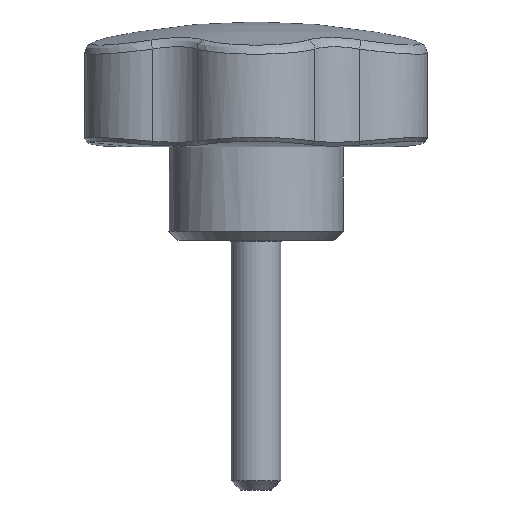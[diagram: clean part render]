
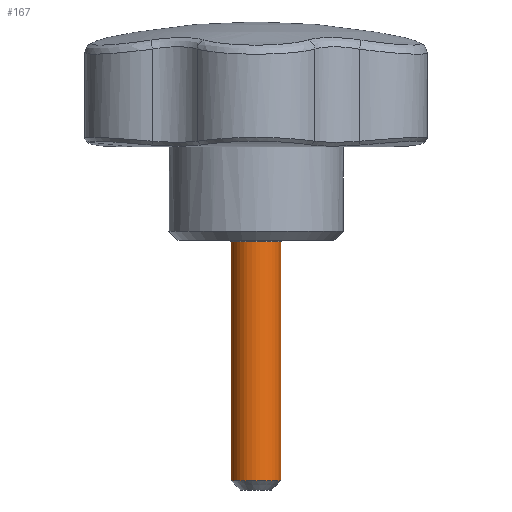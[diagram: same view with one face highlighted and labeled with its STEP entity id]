
A CAD part, front view. The second image highlights one B-rep face of the part: STEP entity #167.
In plain terms, the highlighted cylindrical face has radius 4 mm (diameter 8 mm), a full revolution.
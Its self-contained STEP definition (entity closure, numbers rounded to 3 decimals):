
#167 = ADVANCED_FACE( '', ( #367, #368 ), #369, .T. );
#367 = FACE_OUTER_BOUND( '', #1864, .T. );
#368 = FACE_OUTER_BOUND( '', #1865, .T. );
#369 = CYLINDRICAL_SURFACE( '', #1866, 4. );
#1864 = EDGE_LOOP( '', ( #3780 ) );
#1865 = EDGE_LOOP( '', ( #3781 ) );
#1866 = AXIS2_PLACEMENT_3D( '', #3782, #3783, #3784 );
#3780 = ORIENTED_EDGE( '', *, *, #4224, .T. );
#3781 = ORIENTED_EDGE( '', *, *, #4225, .T. );
#3782 = CARTESIAN_POINT( '', ( 0., 0., -57. ) );
#3783 = DIRECTION( '', ( 0., 0., -1. ) );
#3784 = DIRECTION( '', ( 1., 0., 0. ) );
#4224 = EDGE_CURVE( '', #4555, #4555, #4556, .F. );
#4225 = EDGE_CURVE( '', #4557, #4557, #4558, .T. );
#4555 = VERTEX_POINT( '', #6650 );
#4556 = CIRCLE( '', #6651, 4. );
#4557 = VERTEX_POINT( '', #6652 );
#4558 = CIRCLE( '', #6653, 4. );
#6650 = CARTESIAN_POINT( '', ( 4., 0., -0.2 ) );
#6651 = AXIS2_PLACEMENT_3D( '', #7446, #7447, #7448 );
#6652 = CARTESIAN_POINT( '', ( 4., 0., -38.5 ) );
#6653 = AXIS2_PLACEMENT_3D( '', #7449, #7450, #7451 );
#7446 = CARTESIAN_POINT( '', ( 0., 0., -0.2 ) );
#7447 = DIRECTION( '', ( 0., 0., 1. ) );
#7448 = DIRECTION( '', ( 1., 0., 0. ) );
#7449 = CARTESIAN_POINT( '', ( 0., 0., -38.5 ) );
#7450 = DIRECTION( '', ( 0., 0., 1. ) );
#7451 = DIRECTION( '', ( 1., 0., 0. ) );
